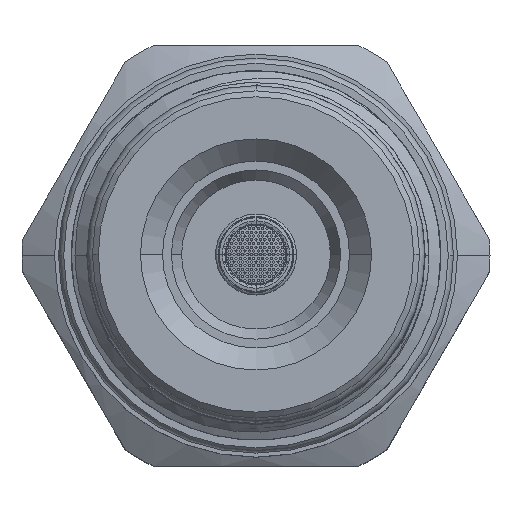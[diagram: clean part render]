
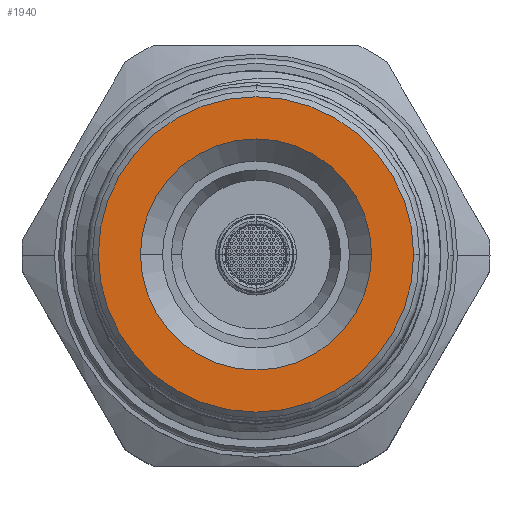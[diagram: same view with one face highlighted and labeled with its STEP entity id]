
A CAD part, top view. The second image highlights one B-rep face of the part: STEP entity #1940.
In plain terms, the highlighted planar face has unit normal (0, 0, 1).
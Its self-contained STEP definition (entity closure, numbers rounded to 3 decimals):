
#873 = CIRCLE ( 'NONE', #39231, 7.85 ) ;
#876 = ORIENTED_EDGE ( 'NONE', *, *, #12711, .F. ) ;
#1543 = CIRCLE ( 'NONE', #11974, 7.85 ) ;
#1591 = DIRECTION ( 'NONE',  ( 0., 0., 1. ) ) ;
#1940 = ADVANCED_FACE ( 'NONE', ( #51982, #31626 ), #9515, .F. ) ;
#2548 = CARTESIAN_POINT ( 'NONE',  ( 0., 0., -2.957 ) ) ;
#2867 = AXIS2_PLACEMENT_3D ( 'NONE', #2548, #46173, #28532 ) ;
#4628 = DIRECTION ( 'NONE',  ( -1., 0., 0. ) ) ;
#5164 = CARTESIAN_POINT ( 'NONE',  ( -7.85, 0., -2.957 ) ) ;
#8592 = ORIENTED_EDGE ( 'NONE', *, *, #30591, .T. ) ;
#8634 = ORIENTED_EDGE ( 'NONE', *, *, #27994, .F. ) ;
#9206 = DIRECTION ( 'NONE',  ( 0., 0., 1. ) ) ;
#9515 = PLANE ( 'NONE',  #52856 ) ;
#11974 = AXIS2_PLACEMENT_3D ( 'NONE', #26474, #9206, #39578 ) ;
#12711 = EDGE_CURVE ( 'NONE', #49327, #32158, #1543, .T. ) ;
#12965 = EDGE_LOOP ( 'NONE', ( #8634, #876 ) ) ;
#16426 = DIRECTION ( 'NONE',  ( 1., 0., 0. ) ) ;
#16604 = AXIS2_PLACEMENT_3D ( 'NONE', #18301, #1591, #23024 ) ;
#16808 = DIRECTION ( 'NONE',  ( 0., 0., 1. ) ) ;
#16992 = EDGE_LOOP ( 'NONE', ( #39820, #8592 ) ) ;
#18301 = CARTESIAN_POINT ( 'NONE',  ( 0., 0., -2.957 ) ) ;
#21333 = CARTESIAN_POINT ( 'NONE',  ( 0., 0., -2.957 ) ) ;
#22817 = EDGE_CURVE ( 'NONE', #51549, #36148, #39117, .T. ) ;
#23024 = DIRECTION ( 'NONE',  ( -1., 0., 0. ) ) ;
#25144 = CIRCLE ( 'NONE', #2867, 10.715 ) ;
#26474 = CARTESIAN_POINT ( 'NONE',  ( 0., 0., -2.957 ) ) ;
#27994 = EDGE_CURVE ( 'NONE', #32158, #49327, #873, .T. ) ;
#28532 = DIRECTION ( 'NONE',  ( -1., 0., 0. ) ) ;
#30591 = EDGE_CURVE ( 'NONE', #36148, #51549, #25144, .T. ) ;
#31626 = FACE_BOUND ( 'NONE', #12965, .T. ) ;
#32158 = VERTEX_POINT ( 'NONE', #40166 ) ;
#34084 = CARTESIAN_POINT ( 'NONE',  ( 10.715, 0., -2.957 ) ) ;
#35742 = CARTESIAN_POINT ( 'NONE',  ( 0., 0., -2.957 ) ) ;
#36148 = VERTEX_POINT ( 'NONE', #34084 ) ;
#39117 = CIRCLE ( 'NONE', #16604, 10.715 ) ;
#39231 = AXIS2_PLACEMENT_3D ( 'NONE', #21333, #16808, #16426 ) ;
#39578 = DIRECTION ( 'NONE',  ( 1., 0., 0. ) ) ;
#39820 = ORIENTED_EDGE ( 'NONE', *, *, #22817, .T. ) ;
#40166 = CARTESIAN_POINT ( 'NONE',  ( 7.85, 0., -2.957 ) ) ;
#41143 = CARTESIAN_POINT ( 'NONE',  ( -10.715, 0., -2.957 ) ) ;
#44244 = DIRECTION ( 'NONE',  ( 0., 0., -1. ) ) ;
#46173 = DIRECTION ( 'NONE',  ( 0., 0., 1. ) ) ;
#49327 = VERTEX_POINT ( 'NONE', #5164 ) ;
#51549 = VERTEX_POINT ( 'NONE', #41143 ) ;
#51982 = FACE_OUTER_BOUND ( 'NONE', #16992, .T. ) ;
#52856 = AXIS2_PLACEMENT_3D ( 'NONE', #35742, #44244, #4628 ) ;
